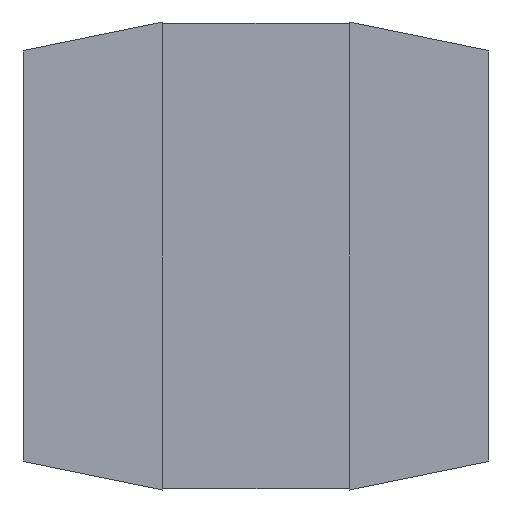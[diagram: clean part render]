
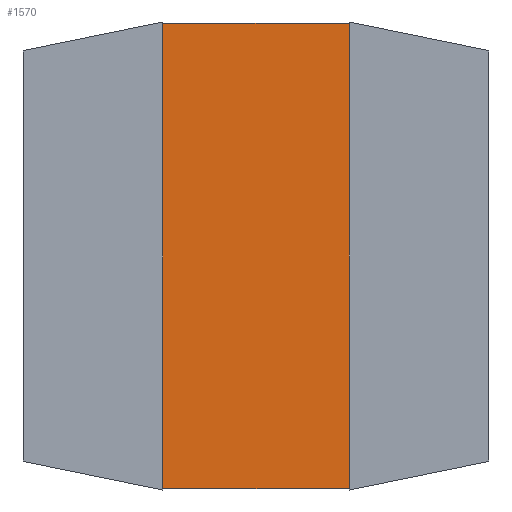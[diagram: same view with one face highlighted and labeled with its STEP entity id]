
A CAD part, front view. The second image highlights one B-rep face of the part: STEP entity #1570.
In plain terms, the highlighted planar face has unit normal (0, -1, 0).
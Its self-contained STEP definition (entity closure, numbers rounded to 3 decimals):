
#29 = CARTESIAN_POINT ( 'NONE',  ( 0., 0., 0. ) ) ;
#34 = EDGE_CURVE ( 'NONE', #1148, #67, #1581, .T. ) ;
#47 = ORIENTED_EDGE ( 'NONE', *, *, #1437, .F. ) ;
#67 = VERTEX_POINT ( 'NONE', #1626 ) ;
#70 = AXIS2_PLACEMENT_3D ( 'NONE', #29, #170, #322 ) ;
#167 = DIRECTION ( 'NONE',  ( 1., 0., 0. ) ) ;
#170 = DIRECTION ( 'NONE',  ( 0., 1., 0. ) ) ;
#171 = VECTOR ( 'NONE', #802, 1000. ) ;
#173 = VECTOR ( 'NONE', #400, 1000. ) ;
#196 = VERTEX_POINT ( 'NONE', #366 ) ;
#219 = VERTEX_POINT ( 'NONE', #519 ) ;
#250 = VERTEX_POINT ( 'NONE', #1026 ) ;
#286 = VECTOR ( 'NONE', #858, 1000. ) ;
#303 = LINE ( 'NONE', #1077, #171 ) ;
#309 = ORIENTED_EDGE ( 'NONE', *, *, #907, .F. ) ;
#322 = DIRECTION ( 'NONE',  ( 0., 0., 1. ) ) ;
#346 = VECTOR ( 'NONE', #167, 1000. ) ;
#358 = CARTESIAN_POINT ( 'NONE',  ( -1.5, 0., 1.315 ) ) ;
#366 = CARTESIAN_POINT ( 'NONE',  ( 0.595, 0., -1.5 ) ) ;
#386 = LINE ( 'NONE', #415, #173 ) ;
#400 = DIRECTION ( 'NONE',  ( -1., 0., 0. ) ) ;
#401 = ORIENTED_EDGE ( 'NONE', *, *, #34, .F. ) ;
#402 = VERTEX_POINT ( 'NONE', #1013 ) ;
#411 = LINE ( 'NONE', #687, #346 ) ;
#415 = CARTESIAN_POINT ( 'NONE',  ( 0.595, 0., -1.5 ) ) ;
#429 = VECTOR ( 'NONE', #794, 1000. ) ;
#507 = CARTESIAN_POINT ( 'NONE',  ( 0.595, 0., 1.5 ) ) ;
#519 = CARTESIAN_POINT ( 'NONE',  ( -0.595, 0., -1.5 ) ) ;
#554 = VECTOR ( 'NONE', #1661, 1000. ) ;
#590 = EDGE_CURVE ( 'NONE', #250, #196, #303, .T. ) ;
#631 = LINE ( 'NONE', #1615, #286 ) ;
#687 = CARTESIAN_POINT ( 'NONE',  ( -0.595, 0., 1.5 ) ) ;
#714 = VERTEX_POINT ( 'NONE', #1586 ) ;
#722 = EDGE_LOOP ( 'NONE', ( #1241, #986, #309, #776, #1412, #977, #401, #47 ) ) ;
#752 = FACE_OUTER_BOUND ( 'NONE', #722, .T. ) ;
#755 = LINE ( 'NONE', #1173, #429 ) ;
#776 = ORIENTED_EDGE ( 'NONE', *, *, #1352, .F. ) ;
#784 = VECTOR ( 'NONE', #1385, 1000. ) ;
#794 = DIRECTION ( 'NONE',  ( 0., 0., -1. ) ) ;
#802 = DIRECTION ( 'NONE',  ( -0.98, 0., -0.2 ) ) ;
#844 = CARTESIAN_POINT ( 'NONE',  ( -0.595, 0., 1.5 ) ) ;
#858 = DIRECTION ( 'NONE',  ( -0.98, 0., 0.2 ) ) ;
#898 = PLANE ( 'NONE',  #70 ) ;
#907 = EDGE_CURVE ( 'NONE', #219, #402, #631, .T. ) ;
#953 = LINE ( 'NONE', #1169, #554 ) ;
#977 = ORIENTED_EDGE ( 'NONE', *, *, #1300, .F. ) ;
#986 = ORIENTED_EDGE ( 'NONE', *, *, #1097, .T. ) ;
#1013 = CARTESIAN_POINT ( 'NONE',  ( -0.6, 0., -1.499 ) ) ;
#1026 = CARTESIAN_POINT ( 'NONE',  ( 0.6, 0., -1.499 ) ) ;
#1074 = EDGE_CURVE ( 'NONE', #714, #1575, #1473, .T. ) ;
#1077 = CARTESIAN_POINT ( 'NONE',  ( 1.5, 0., -1.315 ) ) ;
#1097 = EDGE_CURVE ( 'NONE', #714, #402, #953, .T. ) ;
#1148 = VERTEX_POINT ( 'NONE', #507 ) ;
#1169 = CARTESIAN_POINT ( 'NONE',  ( -0.6, 0., -1.499 ) ) ;
#1173 = CARTESIAN_POINT ( 'NONE',  ( 0.6, 0., -1.499 ) ) ;
#1201 = VECTOR ( 'NONE', #1636, 1000. ) ;
#1241 = ORIENTED_EDGE ( 'NONE', *, *, #1074, .F. ) ;
#1300 = EDGE_CURVE ( 'NONE', #67, #250, #755, .T. ) ;
#1352 = EDGE_CURVE ( 'NONE', #196, #219, #386, .T. ) ;
#1385 = DIRECTION ( 'NONE',  ( 0.98, 0., -0.2 ) ) ;
#1412 = ORIENTED_EDGE ( 'NONE', *, *, #590, .F. ) ;
#1437 = EDGE_CURVE ( 'NONE', #1575, #1148, #411, .T. ) ;
#1473 = LINE ( 'NONE', #358, #1201 ) ;
#1570 = ADVANCED_FACE ( 'NONE', ( #752 ), #898, .F. ) ;
#1575 = VERTEX_POINT ( 'NONE', #844 ) ;
#1581 = LINE ( 'NONE', #1624, #784 ) ;
#1586 = CARTESIAN_POINT ( 'NONE',  ( -0.6, 0., 1.499 ) ) ;
#1615 = CARTESIAN_POINT ( 'NONE',  ( -0.595, 0., -1.5 ) ) ;
#1624 = CARTESIAN_POINT ( 'NONE',  ( 0.595, 0., 1.5 ) ) ;
#1626 = CARTESIAN_POINT ( 'NONE',  ( 0.6, 0., 1.499 ) ) ;
#1636 = DIRECTION ( 'NONE',  ( 0.98, 0., 0.2 ) ) ;
#1661 = DIRECTION ( 'NONE',  ( 0., 0., -1. ) ) ;
